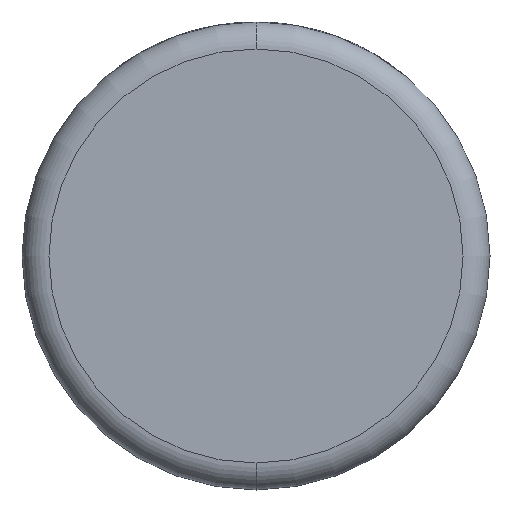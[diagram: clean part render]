
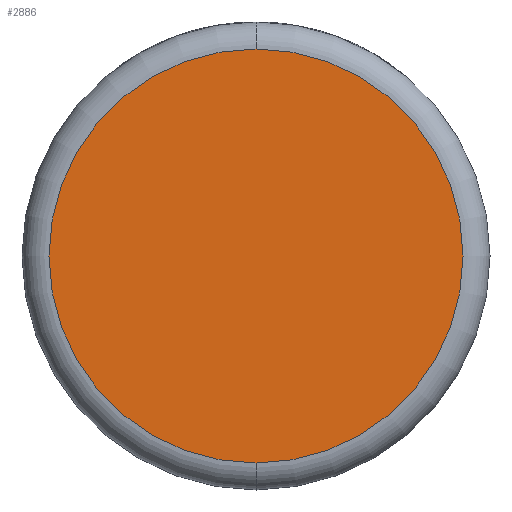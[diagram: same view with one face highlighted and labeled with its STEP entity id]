
A CAD part, front view. The second image highlights one B-rep face of the part: STEP entity #2886.
In plain terms, the highlighted planar face has unit normal (0, -1, 0).
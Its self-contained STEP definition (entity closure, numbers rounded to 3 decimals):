
#470 = CARTESIAN_POINT ( 'NONE',  ( 0., 0., 0. ) ) ;
#517 = CIRCLE ( 'NONE', #1755, 13.493 ) ;
#599 = CIRCLE ( 'NONE', #4463, 13.493 ) ;
#816 = ORIENTED_EDGE ( 'NONE', *, *, #3684, .T. ) ;
#927 = DIRECTION ( 'NONE',  ( 0., 0., 1. ) ) ;
#1190 = ORIENTED_EDGE ( 'NONE', *, *, #2931, .T. ) ;
#1639 = DIRECTION ( 'NONE',  ( 0., -1., 0. ) ) ;
#1657 = VERTEX_POINT ( 'NONE', #3921 ) ;
#1689 = CARTESIAN_POINT ( 'NONE',  ( 0., 0., 0. ) ) ;
#1755 = AXIS2_PLACEMENT_3D ( 'NONE', #3219, #3185, #927 ) ;
#1938 = PLANE ( 'NONE',  #2182 ) ;
#2182 = AXIS2_PLACEMENT_3D ( 'NONE', #470, #3800, #2305 ) ;
#2305 = DIRECTION ( 'NONE',  ( 0., 0., 1. ) ) ;
#2728 = DIRECTION ( 'NONE',  ( 0., 0., 1. ) ) ;
#2886 = ADVANCED_FACE ( 'NONE', ( #3340 ), #1938, .F. ) ;
#2931 = EDGE_CURVE ( 'NONE', #1657, #3385, #599, .T. ) ;
#3185 = DIRECTION ( 'NONE',  ( 0., -1., 0. ) ) ;
#3219 = CARTESIAN_POINT ( 'NONE',  ( 0., 0., 0. ) ) ;
#3242 = CARTESIAN_POINT ( 'NONE',  ( 0., 0., -13.493 ) ) ;
#3340 = FACE_OUTER_BOUND ( 'NONE', #3380, .T. ) ;
#3380 = EDGE_LOOP ( 'NONE', ( #1190, #816 ) ) ;
#3385 = VERTEX_POINT ( 'NONE', #3242 ) ;
#3684 = EDGE_CURVE ( 'NONE', #3385, #1657, #517, .T. ) ;
#3800 = DIRECTION ( 'NONE',  ( 0., 1., 0. ) ) ;
#3921 = CARTESIAN_POINT ( 'NONE',  ( 0., 0., 13.493 ) ) ;
#4463 = AXIS2_PLACEMENT_3D ( 'NONE', #1689, #1639, #2728 ) ;
